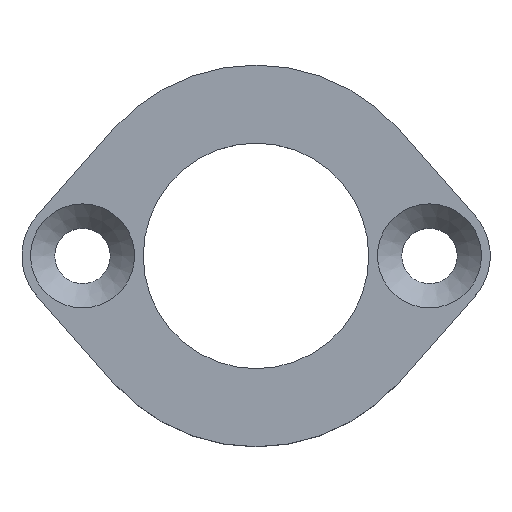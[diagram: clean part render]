
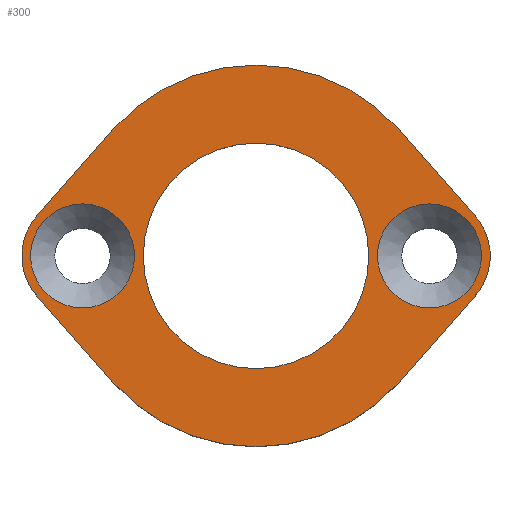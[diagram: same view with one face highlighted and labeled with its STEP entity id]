
A CAD part, top view. The second image highlights one B-rep face of the part: STEP entity #300.
In plain terms, the highlighted planar face has unit normal (0, 0, 1).
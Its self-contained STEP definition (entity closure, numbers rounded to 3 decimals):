
#24=FACE_BOUND('',#57,.T.);
#25=FACE_BOUND('',#58,.T.);
#26=FACE_BOUND('',#59,.T.);
#31=PLANE('',#340);
#39=FACE_OUTER_BOUND('',#56,.T.);
#56=EDGE_LOOP('',(#218,#219,#220,#221,#222,#223,#224,#225));
#57=EDGE_LOOP('',(#226));
#58=EDGE_LOOP('',(#227));
#59=EDGE_LOOP('',(#228));
#80=LINE('',#483,#102);
#81=LINE('',#487,#103);
#82=LINE('',#491,#104);
#83=LINE('',#495,#105);
#102=VECTOR('',#386,10.);
#103=VECTOR('',#389,10.);
#104=VECTOR('',#392,10.);
#105=VECTOR('',#395,10.);
#123=CIRCLE('',#337,3.);
#126=CIRCLE('',#341,3.5);
#127=CIRCLE('',#342,11.);
#128=CIRCLE('',#343,3.5);
#129=CIRCLE('',#344,11.);
#130=CIRCLE('',#345,3.);
#131=CIRCLE('',#346,6.5);
#143=VERTEX_POINT('',#473);
#146=VERTEX_POINT('',#481);
#147=VERTEX_POINT('',#482);
#148=VERTEX_POINT('',#484);
#149=VERTEX_POINT('',#486);
#150=VERTEX_POINT('',#488);
#151=VERTEX_POINT('',#490);
#152=VERTEX_POINT('',#492);
#153=VERTEX_POINT('',#494);
#154=VERTEX_POINT('',#497);
#155=VERTEX_POINT('',#499);
#171=EDGE_CURVE('',#143,#143,#123,.T.);
#175=EDGE_CURVE('',#146,#147,#80,.T.);
#176=EDGE_CURVE('',#147,#148,#126,.T.);
#177=EDGE_CURVE('',#148,#149,#81,.T.);
#178=EDGE_CURVE('',#149,#150,#127,.T.);
#179=EDGE_CURVE('',#150,#151,#82,.T.);
#180=EDGE_CURVE('',#151,#152,#128,.T.);
#181=EDGE_CURVE('',#152,#153,#83,.T.);
#182=EDGE_CURVE('',#153,#146,#129,.T.);
#183=EDGE_CURVE('',#154,#154,#130,.T.);
#184=EDGE_CURVE('',#155,#155,#131,.T.);
#218=ORIENTED_EDGE('',*,*,#175,.T.);
#219=ORIENTED_EDGE('',*,*,#176,.T.);
#220=ORIENTED_EDGE('',*,*,#177,.T.);
#221=ORIENTED_EDGE('',*,*,#178,.T.);
#222=ORIENTED_EDGE('',*,*,#179,.T.);
#223=ORIENTED_EDGE('',*,*,#180,.T.);
#224=ORIENTED_EDGE('',*,*,#181,.T.);
#225=ORIENTED_EDGE('',*,*,#182,.T.);
#226=ORIENTED_EDGE('',*,*,#183,.F.);
#227=ORIENTED_EDGE('',*,*,#184,.T.);
#228=ORIENTED_EDGE('',*,*,#171,.F.);
#300=ADVANCED_FACE('',(#39,#24,#25,#26),#31,.T.);
#337=AXIS2_PLACEMENT_3D('',#474,#377,#378);
#340=AXIS2_PLACEMENT_3D('',#480,#384,#385);
#341=AXIS2_PLACEMENT_3D('',#485,#387,#388);
#342=AXIS2_PLACEMENT_3D('',#489,#390,#391);
#343=AXIS2_PLACEMENT_3D('',#493,#393,#394);
#344=AXIS2_PLACEMENT_3D('',#496,#396,#397);
#345=AXIS2_PLACEMENT_3D('',#498,#398,#399);
#346=AXIS2_PLACEMENT_3D('',#500,#400,#401);
#377=DIRECTION('center_axis',(0.,0.,1.));
#378=DIRECTION('ref_axis',(-1.,0.,0.));
#384=DIRECTION('center_axis',(0.,0.,1.));
#385=DIRECTION('ref_axis',(1.,0.,0.));
#386=DIRECTION('',(0.661,0.75,0.));
#387=DIRECTION('center_axis',(0.,0.,1.));
#388=DIRECTION('ref_axis',(0.75,-0.661,0.));
#389=DIRECTION('',(-0.661,0.75,0.));
#390=DIRECTION('center_axis',(0.,0.,1.));
#391=DIRECTION('ref_axis',(0.75,0.661,0.));
#392=DIRECTION('',(-0.661,-0.75,0.));
#393=DIRECTION('center_axis',(0.,0.,1.));
#394=DIRECTION('ref_axis',(-0.75,0.661,0.));
#395=DIRECTION('',(0.661,-0.75,0.));
#396=DIRECTION('center_axis',(0.,0.,1.));
#397=DIRECTION('ref_axis',(-0.75,-0.661,0.));
#398=DIRECTION('center_axis',(0.,0.,1.));
#399=DIRECTION('ref_axis',(-1.,0.,0.));
#400=DIRECTION('center_axis',(0.,0.,-1.));
#401=DIRECTION('ref_axis',(-1.,0.,0.));
#473=CARTESIAN_POINT('',(13.,0.,6.));
#474=CARTESIAN_POINT('Origin',(10.,0.,6.));
#480=CARTESIAN_POINT('Origin',(0.,0.,6.));
#481=CARTESIAN_POINT('',(8.25,-7.276,6.));
#482=CARTESIAN_POINT('',(12.625,-2.315,6.));
#483=CARTESIAN_POINT('',(8.25,-7.276,6.));
#484=CARTESIAN_POINT('',(12.625,2.315,6.));
#485=CARTESIAN_POINT('Origin',(10.,0.,6.));
#486=CARTESIAN_POINT('',(8.25,7.276,6.));
#487=CARTESIAN_POINT('',(12.625,2.315,6.));
#488=CARTESIAN_POINT('',(-8.25,7.276,6.));
#489=CARTESIAN_POINT('Origin',(0.,0.,6.));
#490=CARTESIAN_POINT('',(-12.625,2.315,6.));
#491=CARTESIAN_POINT('',(-8.25,7.276,6.));
#492=CARTESIAN_POINT('',(-12.625,-2.315,6.));
#493=CARTESIAN_POINT('Origin',(-10.,0.,6.));
#494=CARTESIAN_POINT('',(-8.25,-7.276,6.));
#495=CARTESIAN_POINT('',(-12.625,-2.315,6.));
#496=CARTESIAN_POINT('Origin',(0.,0.,6.));
#497=CARTESIAN_POINT('',(-7.,0.,6.));
#498=CARTESIAN_POINT('Origin',(-10.,0.,6.));
#499=CARTESIAN_POINT('',(6.5,0.,6.));
#500=CARTESIAN_POINT('Origin',(0.,0.,6.));
